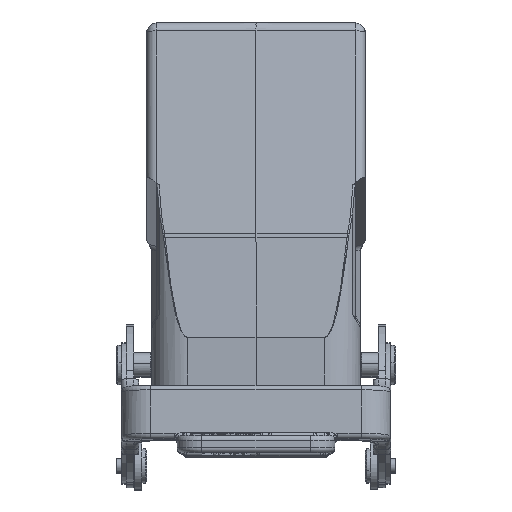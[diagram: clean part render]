
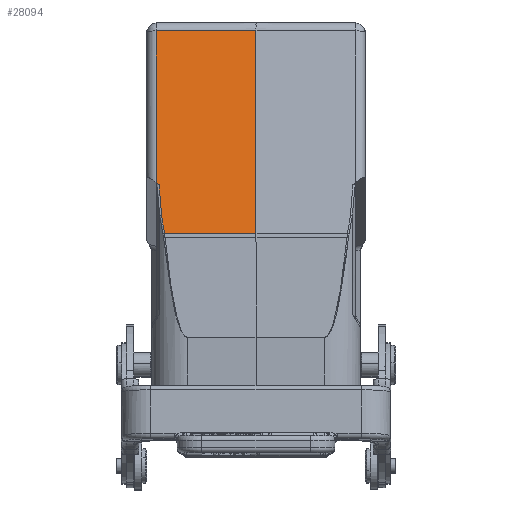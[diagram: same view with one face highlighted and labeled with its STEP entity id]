
A CAD part, top view. The second image highlights one B-rep face of the part: STEP entity #28094.
In plain terms, the highlighted planar face has unit normal (-0.009, 0.174, 0.985).
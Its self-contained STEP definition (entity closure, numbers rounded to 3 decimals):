
#67=CARTESIAN_POINT('',(-20.517,-11.704,56.062));
#75=DIRECTION('',(0.,-0.985,0.174));
#76=VECTOR('',#75,31.771);
#77=CARTESIAN_POINT('',(-20.517,19.584,50.546));
#78=LINE('',#77,#76);
#79=DIRECTION('',(0.762,-0.637,0.119));
#80=VECTOR('',#79,0.727);
#81=CARTESIAN_POINT('',(-20.517,-11.704,56.062));
#82=LINE('',#81,#80);
#91=CARTESIAN_POINT('',(-19.449,-18.497,57.27));
#92=CARTESIAN_POINT('',(-19.749,-16.402,56.898));
#93=CARTESIAN_POINT('',(-19.895,-14.285,56.523));
#94=CARTESIAN_POINT('',(-19.963,-12.168,56.149));
#96=DIRECTION('',(1.,0.009,0.007));
#97=VECTOR('',#96,20.519);
#98=CARTESIAN_POINT('',(-20.517,19.584,50.546));
#99=LINE('',#98,#97);
#100=DIRECTION('',(0.,-0.985,0.174));
#101=VECTOR('',#100,42.562);
#102=CARTESIAN_POINT('',(0.,19.763,50.696));
#103=LINE('',#102,#101);
#104=CARTESIAN_POINT('',(-18.848,-22.177,57.924));
#105=CARTESIAN_POINT('',(-19.075,-20.955,57.706));
#106=CARTESIAN_POINT('',(-19.272,-19.728,57.488));
#107=CARTESIAN_POINT('',(-19.449,-18.497,57.27));
#144=DIRECTION('',(1.,0.001,0.009));
#145=VECTOR('',#144,18.848);
#146=CARTESIAN_POINT('',(-18.848,-22.177,57.924));
#147=LINE('',#146,#145);
#22632=VERTEX_POINT('',#67);
#22633=CARTESIAN_POINT('',(-20.517,19.584,
50.546));
#22634=VERTEX_POINT('',#22633);
#22635=CARTESIAN_POINT('',(-19.963,-12.168,
56.149));
#22636=VERTEX_POINT('',#22635);
#22643=VERTEX_POINT('',#91);
#22644=CARTESIAN_POINT('',(0.,19.763,
50.696));
#22645=VERTEX_POINT('',#22644);
#22646=CARTESIAN_POINT('',(0.,-22.152,
58.087));
#22647=VERTEX_POINT('',#22646);
#22648=CARTESIAN_POINT('',(-18.848,-22.177,
57.924));
#22649=VERTEX_POINT('',#22648);
#28075=CARTESIAN_POINT('',(0.,21.415,50.404));
#28076=DIRECTION('',(-0.009,0.174,0.985));
#28077=DIRECTION('',(0.,-0.985,0.174));
#28078=AXIS2_PLACEMENT_3D('',#28075,#28076,#28077);
#28079=PLANE('',#28078);
#28081=ORIENTED_EDGE('',*,*,#28080,.T.);
#28082=ORIENTED_EDGE('',*,*,#28058,.F.);
#28083=ORIENTED_EDGE('',*,*,#28048,.F.);
#28085=ORIENTED_EDGE('',*,*,#28084,.T.);
#28087=ORIENTED_EDGE('',*,*,#28086,.T.);
#28089=ORIENTED_EDGE('',*,*,#28088,.F.);
#28091=ORIENTED_EDGE('',*,*,#28090,.T.);
#28092=EDGE_LOOP('',(#28081,#28082,#28083,#28085,#28087,#28089,#28091));
#28093=FACE_OUTER_BOUND('',#28092,.F.);
#28094=ADVANCED_FACE('',(#28093),#28079,.T.);
#95=B_SPLINE_CURVE_WITH_KNOTS('',3,(#91,#92,#93,#94),.UNSPECIFIED.,.F.,.F.,(4,
4),(0.,1.),.UNSPECIFIED.);
#108=B_SPLINE_CURVE_WITH_KNOTS('',3,(#104,#105,#106,#107),.UNSPECIFIED.,.F.,.F.,
(4,4),(0.,1.),.UNSPECIFIED.);
#28048=EDGE_CURVE('',#22634,#22632,#78,.T.);
#28058=EDGE_CURVE('',#22632,#22636,#82,.T.);
#28080=EDGE_CURVE('',#22643,#22636,#95,.T.);
#28084=EDGE_CURVE('',#22634,#22645,#99,.T.);
#28086=EDGE_CURVE('',#22645,#22647,#103,.T.);
#28088=EDGE_CURVE('',#22649,#22647,#147,.T.);
#28090=EDGE_CURVE('',#22649,#22643,#108,.T.);
